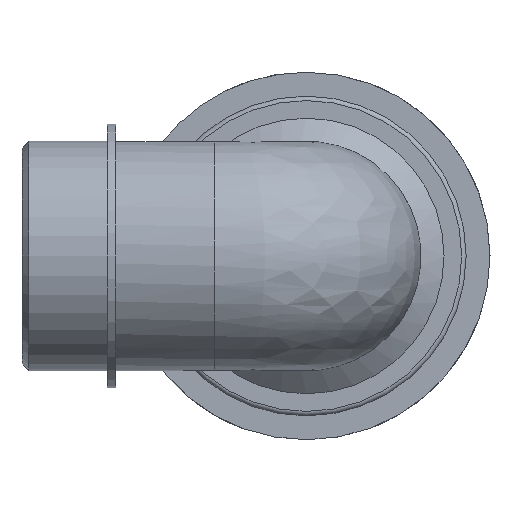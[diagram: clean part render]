
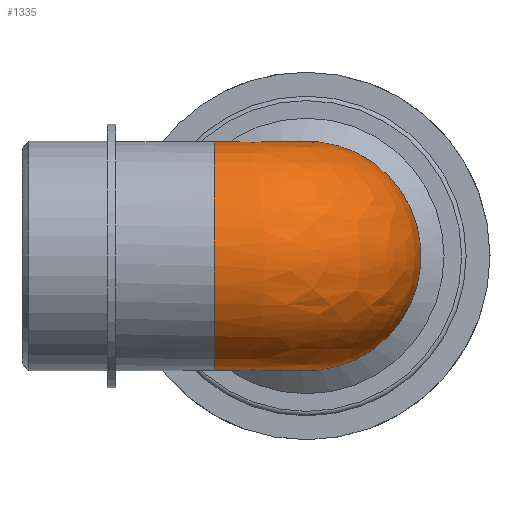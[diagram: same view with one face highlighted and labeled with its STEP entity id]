
A CAD part, left-side view. The second image highlights one B-rep face of the part: STEP entity #1335.
In plain terms, the highlighted free-form (B-spline) face has degree [2, 2] with [9, 3] control points.
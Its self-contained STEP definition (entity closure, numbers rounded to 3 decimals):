
#22=(
BOUNDED_SURFACE()
B_SPLINE_SURFACE(2,2,((#2219,#2220,#2221),(#2222,#2223,#2224),(#2225,#2226,
#2227),(#2228,#2229,#2230),(#2231,#2232,#2233),(#2234,#2235,#2236),(#2237,
#2238,#2239),(#2240,#2241,#2242),(#2243,#2244,#2245)),.UNSPECIFIED.,.F.,
 .F.,.F.)
B_SPLINE_SURFACE_WITH_KNOTS((3,2,2,2,3),(3,3),(-2.498,-1.249,
0.,1.249,2.498),(-3.142,-1.571),
 .UNSPECIFIED.)
GEOMETRIC_REPRESENTATION_ITEM()
RATIONAL_B_SPLINE_SURFACE(((1.,0.707,1.),(0.811,
0.574,0.811),(1.,0.707,1.),(0.811,
0.574,0.811),(1.,0.707,1.),(0.811,
0.574,0.811),(1.,0.707,1.),(0.811,
0.574,0.811),(1.,0.707,1.)))
REPRESENTATION_ITEM('')
SURFACE()
);
#136=FACE_OUTER_BOUND('',#224,.T.);
#224=EDGE_LOOP('',(#1029,#1030));
#331=CIRCLE('',#1444,56.515);
#334=CIRCLE('',#1450,56.515);
#650=VERTEX_POINT('',#2183);
#651=VERTEX_POINT('',#2185);
#804=EDGE_CURVE('',#650,#651,#331,.T.);
#809=EDGE_CURVE('',#650,#651,#334,.T.);
#1029=ORIENTED_EDGE('',*,*,#809,.T.);
#1030=ORIENTED_EDGE('',*,*,#804,.F.);
#1335=ADVANCED_FACE('',(#136),#22,.F.);
#1444=AXIS2_PLACEMENT_3D('',#2186,#1725,#1726);
#1450=AXIS2_PLACEMENT_3D('',#2216,#1737,#1738);
#1725=DIRECTION('center_axis',(1.,0.,0.));
#1726=DIRECTION('ref_axis',(0.,-1.,0.));
#1737=DIRECTION('center_axis',(0.,-1.,0.));
#1738=DIRECTION('ref_axis',(-1.,0.,0.));
#2183=CARTESIAN_POINT('',(45.212,45.212,33.909));
#2185=CARTESIAN_POINT('',(45.212,45.212,-33.909));
#2186=CARTESIAN_POINT('Origin',(45.212,0.,0.));
#2216=CARTESIAN_POINT('Origin',(0.,45.212,0.));
#2219=CARTESIAN_POINT('Ctrl Pts',(45.212,45.212,-33.909));
#2220=CARTESIAN_POINT('Ctrl Pts',(45.212,45.212,-33.909));
#2221=CARTESIAN_POINT('Ctrl Pts',(45.212,45.212,-33.909));
#2222=CARTESIAN_POINT('Ctrl Pts',(20.772,45.212,-66.496));
#2223=CARTESIAN_POINT('Ctrl Pts',(20.772,20.772,-66.496));
#2224=CARTESIAN_POINT('Ctrl Pts',(45.212,20.772,-66.496));
#2225=CARTESIAN_POINT('Ctrl Pts',(-17.872,45.212,-53.615));
#2226=CARTESIAN_POINT('Ctrl Pts',(-17.872,-17.872,-53.615));
#2227=CARTESIAN_POINT('Ctrl Pts',(45.212,-17.872,-53.615));
#2228=CARTESIAN_POINT('Ctrl Pts',(-56.515,45.212,-40.734));
#2229=CARTESIAN_POINT('Ctrl Pts',(-56.515,-56.515,-40.734));
#2230=CARTESIAN_POINT('Ctrl Pts',(45.212,-56.515,-40.734));
#2231=CARTESIAN_POINT('Ctrl Pts',(-56.515,45.212,0.));
#2232=CARTESIAN_POINT('Ctrl Pts',(-56.515,-56.515,0.));
#2233=CARTESIAN_POINT('Ctrl Pts',(45.212,-56.515,0.));
#2234=CARTESIAN_POINT('Ctrl Pts',(-56.515,45.212,40.734));
#2235=CARTESIAN_POINT('Ctrl Pts',(-56.515,-56.515,40.734));
#2236=CARTESIAN_POINT('Ctrl Pts',(45.212,-56.515,40.734));
#2237=CARTESIAN_POINT('Ctrl Pts',(-17.872,45.212,53.615));
#2238=CARTESIAN_POINT('Ctrl Pts',(-17.872,-17.872,53.615));
#2239=CARTESIAN_POINT('Ctrl Pts',(45.212,-17.872,53.615));
#2240=CARTESIAN_POINT('Ctrl Pts',(20.772,45.212,66.496));
#2241=CARTESIAN_POINT('Ctrl Pts',(20.772,20.772,66.496));
#2242=CARTESIAN_POINT('Ctrl Pts',(45.212,20.772,66.496));
#2243=CARTESIAN_POINT('Ctrl Pts',(45.212,45.212,33.909));
#2244=CARTESIAN_POINT('Ctrl Pts',(45.212,45.212,33.909));
#2245=CARTESIAN_POINT('Ctrl Pts',(45.212,45.212,33.909));
